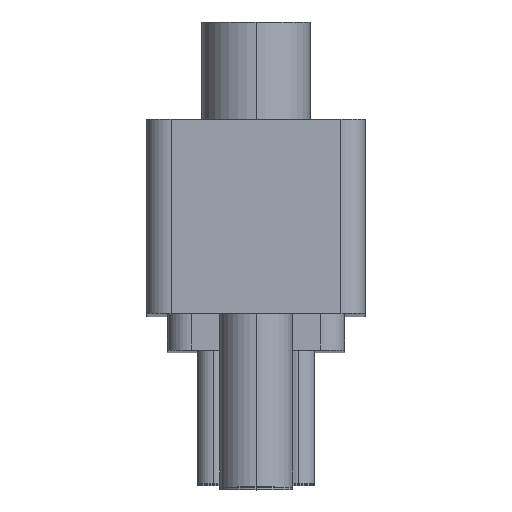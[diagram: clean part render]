
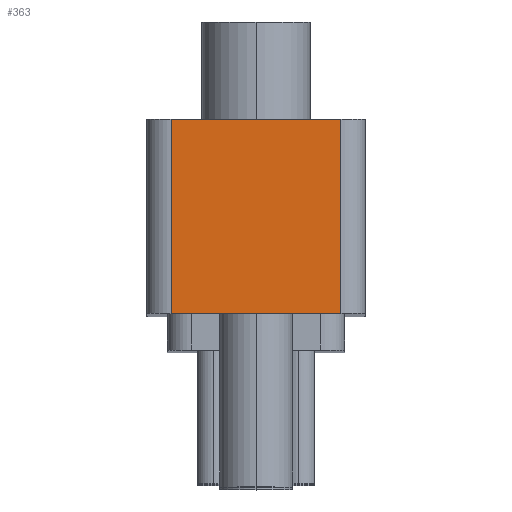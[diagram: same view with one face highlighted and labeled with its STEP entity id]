
A CAD part, top view. The second image highlights one B-rep face of the part: STEP entity #363.
In plain terms, the highlighted planar face has unit normal (0, 0, 1).
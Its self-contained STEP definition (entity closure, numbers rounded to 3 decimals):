
#181 = VECTOR ( 'NONE', #3065, 1000. ) ;
#363 = ADVANCED_FACE ( 'NONE', ( #2556 ), #2885, .F. ) ;
#397 = DIRECTION ( 'NONE',  ( 0., 0., -1. ) ) ;
#424 = DIRECTION ( 'NONE',  ( 0., -1., 0. ) ) ;
#450 = EDGE_LOOP ( 'NONE', ( #4300, #1833, #6031, #6038 ) ) ;
#463 = CARTESIAN_POINT ( 'NONE',  ( -3.5, 8., 39. ) ) ;
#605 = LINE ( 'NONE', #6015, #2673 ) ;
#692 = VECTOR ( 'NONE', #2399, 1000. ) ;
#1814 = AXIS2_PLACEMENT_3D ( 'NONE', #3341, #397, #6295 ) ;
#1833 = ORIENTED_EDGE ( 'NONE', *, *, #3373, .T. ) ;
#1909 = VERTEX_POINT ( 'NONE', #5579 ) ;
#2145 = EDGE_CURVE ( 'NONE', #4731, #1909, #2847, .T. ) ;
#2399 = DIRECTION ( 'NONE',  ( 1., 0., 0. ) ) ;
#2556 = FACE_OUTER_BOUND ( 'NONE', #450, .T. ) ;
#2673 = VECTOR ( 'NONE', #3064, 1000. ) ;
#2692 = VERTEX_POINT ( 'NONE', #2819 ) ;
#2819 = CARTESIAN_POINT ( 'NONE',  ( -3.5, 8., 39. ) ) ;
#2847 = LINE ( 'NONE', #5333, #692 ) ;
#2885 = PLANE ( 'NONE',  #1814 ) ;
#3064 = DIRECTION ( 'NONE',  ( 0., 1., 0. ) ) ;
#3065 = DIRECTION ( 'NONE',  ( 1., 0., 0. ) ) ;
#3228 = LINE ( 'NONE', #463, #5298 ) ;
#3341 = CARTESIAN_POINT ( 'NONE',  ( -4.5, 8., 39. ) ) ;
#3373 = EDGE_CURVE ( 'NONE', #1909, #5397, #605, .T. ) ;
#4300 = ORIENTED_EDGE ( 'NONE', *, *, #2145, .T. ) ;
#4731 = VERTEX_POINT ( 'NONE', #5384 ) ;
#4755 = CARTESIAN_POINT ( 'NONE',  ( 3.5, 8., 39. ) ) ;
#4772 = EDGE_CURVE ( 'NONE', #2692, #5397, #5165, .T. ) ;
#5165 = LINE ( 'NONE', #5974, #181 ) ;
#5298 = VECTOR ( 'NONE', #424, 1000. ) ;
#5333 = CARTESIAN_POINT ( 'NONE',  ( -4.5, 0., 39. ) ) ;
#5384 = CARTESIAN_POINT ( 'NONE',  ( -3.5, 0., 39. ) ) ;
#5397 = VERTEX_POINT ( 'NONE', #4755 ) ;
#5454 = EDGE_CURVE ( 'NONE', #2692, #4731, #3228, .T. ) ;
#5579 = CARTESIAN_POINT ( 'NONE',  ( 3.5, 0., 39. ) ) ;
#5974 = CARTESIAN_POINT ( 'NONE',  ( -4.5, 8., 39. ) ) ;
#6015 = CARTESIAN_POINT ( 'NONE',  ( 3.5, 8., 39. ) ) ;
#6031 = ORIENTED_EDGE ( 'NONE', *, *, #4772, .F. ) ;
#6038 = ORIENTED_EDGE ( 'NONE', *, *, #5454, .T. ) ;
#6295 = DIRECTION ( 'NONE',  ( -1., 0., 0. ) ) ;
